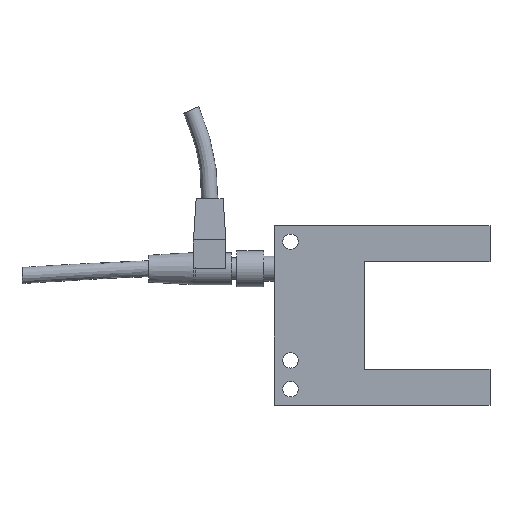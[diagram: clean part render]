
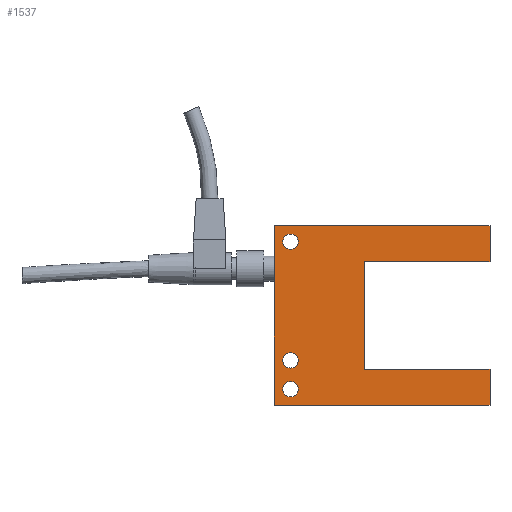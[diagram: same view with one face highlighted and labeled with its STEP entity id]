
A CAD part, top view. The second image highlights one B-rep face of the part: STEP entity #1537.
In plain terms, the highlighted planar face has unit normal (0, 0, 1).
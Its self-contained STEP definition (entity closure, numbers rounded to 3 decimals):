
#67=FACE_BOUND($,#264,.T.);
#68=FACE_BOUND($,#265,.T.);
#69=FACE_BOUND($,#266,.T.);
#116=CIRCLE($,#1652,2.15);
#117=CIRCLE($,#1653,2.15);
#118=CIRCLE($,#1654,2.15);
#158=FACE_OUTER_BOUND($,#263,.T.);
#263=EDGE_LOOP($,(#1059,#1060,#1061,#1062,#1063,#1064,#1065,#1066));
#264=EDGE_LOOP($,(#1067));
#265=EDGE_LOOP($,(#1068));
#266=EDGE_LOOP($,(#1069));
#417=LINE($,#2269,#567);
#418=LINE($,#2271,#568);
#419=LINE($,#2273,#569);
#420=LINE($,#2275,#570);
#421=LINE($,#2277,#571);
#422=LINE($,#2279,#572);
#423=LINE($,#2281,#573);
#424=LINE($,#2282,#574);
#567=VECTOR($,#1809,60.);
#568=VECTOR($,#1810,10.);
#569=VECTOR($,#1811,35.);
#570=VECTOR($,#1812,30.);
#571=VECTOR($,#1813,35.);
#572=VECTOR($,#1814,10.);
#573=VECTOR($,#1815,60.);
#574=VECTOR($,#1816,50.);
#717=VERTEX_POINT($,#2267);
#718=VERTEX_POINT($,#2268);
#719=VERTEX_POINT($,#2270);
#720=VERTEX_POINT($,#2272);
#721=VERTEX_POINT($,#2274);
#722=VERTEX_POINT($,#2276);
#723=VERTEX_POINT($,#2278);
#724=VERTEX_POINT($,#2280);
#725=VERTEX_POINT($,#2283);
#726=VERTEX_POINT($,#2285);
#727=VERTEX_POINT($,#2287);
#861=EDGE_CURVE($,#717,#718,#417,.T.);
#862=EDGE_CURVE($,#718,#719,#418,.T.);
#863=EDGE_CURVE($,#719,#720,#419,.T.);
#864=EDGE_CURVE($,#720,#721,#420,.T.);
#865=EDGE_CURVE($,#721,#722,#421,.T.);
#866=EDGE_CURVE($,#722,#723,#422,.T.);
#867=EDGE_CURVE($,#723,#724,#423,.T.);
#868=EDGE_CURVE($,#724,#717,#424,.T.);
#869=EDGE_CURVE($,#725,#725,#116,.T.);
#870=EDGE_CURVE($,#726,#726,#117,.T.);
#871=EDGE_CURVE($,#727,#727,#118,.T.);
#1059=ORIENTED_EDGE($,*,*,#861,.T.);
#1060=ORIENTED_EDGE($,*,*,#862,.T.);
#1061=ORIENTED_EDGE($,*,*,#863,.T.);
#1062=ORIENTED_EDGE($,*,*,#864,.T.);
#1063=ORIENTED_EDGE($,*,*,#865,.T.);
#1064=ORIENTED_EDGE($,*,*,#866,.T.);
#1065=ORIENTED_EDGE($,*,*,#867,.T.);
#1066=ORIENTED_EDGE($,*,*,#868,.T.);
#1067=ORIENTED_EDGE($,*,*,#869,.T.);
#1068=ORIENTED_EDGE($,*,*,#870,.T.);
#1069=ORIENTED_EDGE($,*,*,#871,.T.);
#1455=PLANE($,#1651);
#1537=ADVANCED_FACE($,(#158,#67,#68,#69),#1455,.T.);
#1651=AXIS2_PLACEMENT_3D($,#2266,#1807,#1808);
#1652=AXIS2_PLACEMENT_3D($,#2284,#1817,#1818);
#1653=AXIS2_PLACEMENT_3D($,#2286,#1819,#1820);
#1654=AXIS2_PLACEMENT_3D($,#2288,#1821,#1822);
#1807=DIRECTION('center_axis',(0.,0.,1.));
#1808=DIRECTION('ref_axis',(1.,0.,0.));
#1809=DIRECTION($,(1.,0.,0.));
#1810=DIRECTION($,(0.,1.,0.));
#1811=DIRECTION($,(-1.,0.,0.));
#1812=DIRECTION($,(0.,1.,0.));
#1813=DIRECTION($,(1.,0.,0.));
#1814=DIRECTION($,(0.,1.,0.));
#1815=DIRECTION($,(-1.,0.,0.));
#1816=DIRECTION($,(0.,-1.,0.));
#1817=DIRECTION('center_axis',(0.,0.,-1.));
#1818=DIRECTION('ref_axis',(-1.,0.,0.));
#1819=DIRECTION('center_axis',(0.,0.,-1.));
#1820=DIRECTION('ref_axis',(-1.,0.,0.));
#1821=DIRECTION('center_axis',(0.,0.,-1.));
#1822=DIRECTION('ref_axis',(-1.,0.,0.));
#2266=CARTESIAN_POINT('Origin',(9.005,-0.375,9.95));
#2267=CARTESIAN_POINT('',(-20.995,-25.375,9.95));
#2268=CARTESIAN_POINT('',(39.005,-25.375,9.95));
#2269=CARTESIAN_POINT($,(24.005,-25.375,9.95));
#2270=CARTESIAN_POINT('',(39.005,-15.375,9.95));
#2271=CARTESIAN_POINT($,(39.005,-7.875,9.95));
#2272=CARTESIAN_POINT('',(4.005,-15.375,9.95));
#2273=CARTESIAN_POINT($,(6.505,-15.375,9.95));
#2274=CARTESIAN_POINT('',(4.005,14.625,9.95));
#2275=CARTESIAN_POINT($,(4.005,7.125,9.95));
#2276=CARTESIAN_POINT('',(39.005,14.625,9.95));
#2277=CARTESIAN_POINT($,(24.005,14.625,9.95));
#2278=CARTESIAN_POINT('',(39.005,24.625,9.95));
#2279=CARTESIAN_POINT($,(39.005,12.125,9.95));
#2280=CARTESIAN_POINT('',(-20.995,24.625,9.95));
#2281=CARTESIAN_POINT($,(-5.995,24.625,9.95));
#2282=CARTESIAN_POINT($,(-20.995,-12.875,9.95));
#2283=CARTESIAN_POINT('',(-14.345,-12.875,9.95));
#2284=CARTESIAN_POINT('Origin',(-16.495,-12.875,9.95));
#2285=CARTESIAN_POINT('',(-14.345,-20.875,9.95));
#2286=CARTESIAN_POINT('Origin',(-16.495,-20.875,9.95));
#2287=CARTESIAN_POINT('',(-14.345,20.125,9.95));
#2288=CARTESIAN_POINT('Origin',(-16.495,20.125,9.95));
